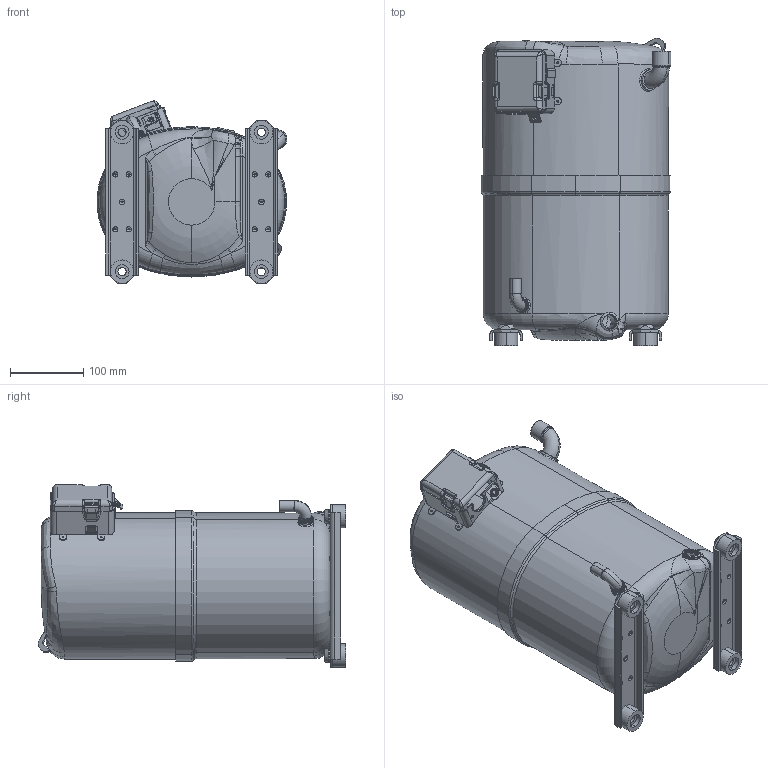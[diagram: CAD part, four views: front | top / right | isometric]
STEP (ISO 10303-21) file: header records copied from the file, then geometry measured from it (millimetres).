
FILE_DESCRIPTION (( 'STEP AP203' ), '1' );
FILE_NAME ('703018F.STEP', '2013-05-20T15:34:16', ( '' ), ( '' ), 'SwSTEP 2.0', 'SolidWorks 2013', '' );
FILE_SCHEMA (( 'CONFIG_CONTROL_DESIGN' ));
Length unit declared in the file: inch
Products named in the file (1): 703018F
Bounding box: 259.45 x 420.41 x 249.26 mm (x, y, z)
Surface area: 512294.2 mm2 (no closed solid volume)
Topology: 0 solids, 29 shells, 624 faces, 2061 edges, 1433 vertices
Faces by surface type: cylinder 197, plane 192, torus 91, bspline 90, sphere 44, cone 10
Entity records: 40299 total; most frequent: CARTESIAN_POINT 23139, DIRECTION 3452, ORIENTED_EDGE 3380, EDGE_CURVE 2038, VERTEX_POINT 1433, AXIS2_PLACEMENT_3D 1294, VECTOR 864, LINE 864
